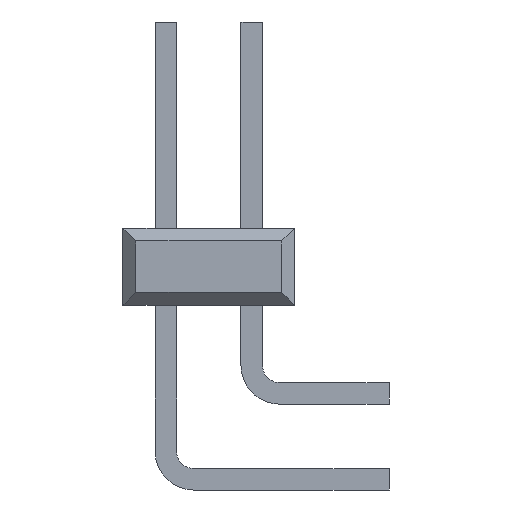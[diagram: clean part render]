
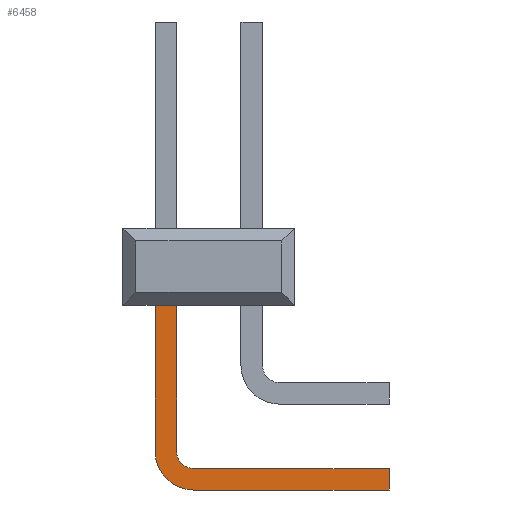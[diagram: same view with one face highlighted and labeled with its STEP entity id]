
A CAD part, left-side view. The second image highlights one B-rep face of the part: STEP entity #6458.
In plain terms, the highlighted planar face has unit normal (-1, 0, 0).
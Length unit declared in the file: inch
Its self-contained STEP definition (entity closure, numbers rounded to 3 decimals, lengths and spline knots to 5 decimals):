
#265=DIRECTION('',(0.,1.,0.));
#266=VECTOR('',#265,0.025);
#267=CARTESIAN_POINT('',(-0.2625,0.1375,-0.045));
#268=LINE('',#267,#266);
#2167=DIRECTION('',(0.,0.,-1.));
#2168=VECTOR('',#2167,0.17);
#2169=CARTESIAN_POINT('',(-0.2625,0.1375,-0.045));
#2170=LINE('',#2169,#2168);
#2171=CARTESIAN_POINT('',(-0.2625,0.1175,-0.215));
#2172=DIRECTION('',(-1.,0.,0.));
#2173=DIRECTION('',(0.,1.,0.));
#2174=AXIS2_PLACEMENT_3D('',#2171,#2172,#2173);
#2176=DIRECTION('',(0.,-1.,0.));
#2177=VECTOR('',#2176,0.2275);
#2178=CARTESIAN_POINT('',(-0.2625,0.1175,-0.235));
#2179=LINE('',#2178,#2177);
#2180=DIRECTION('',(0.,0.,-1.));
#2181=VECTOR('',#2180,0.025);
#2182=CARTESIAN_POINT('',(-0.2625,-0.11,-0.235));
#2183=LINE('',#2182,#2181);
#2184=DIRECTION('',(0.,1.,0.));
#2185=VECTOR('',#2184,0.2275);
#2186=CARTESIAN_POINT('',(-0.2625,-0.11,-0.26));
#2187=LINE('',#2186,#2185);
#2188=CARTESIAN_POINT('',(-0.2625,0.1175,-0.215));
#2189=DIRECTION('',(1.,0.,0.));
#2190=DIRECTION('',(0.,0.,-1.));
#2191=AXIS2_PLACEMENT_3D('',#2188,#2189,#2190);
#2193=DIRECTION('',(0.,0.,1.));
#2194=VECTOR('',#2193,0.17);
#2195=CARTESIAN_POINT('',(-0.2625,0.1625,-0.215));
#2196=LINE('',#2195,#2194);
#3001=CARTESIAN_POINT('',(-0.2625,0.1175,-0.235));
#3002=CARTESIAN_POINT('',(-0.2625,-0.11,-0.235));
#3003=VERTEX_POINT('',#3001);
#3004=VERTEX_POINT('',#3002);
#3005=CARTESIAN_POINT('',(-0.2625,-0.11,-0.26));
#3006=VERTEX_POINT('',#3005);
#3007=CARTESIAN_POINT('',(-0.2625,0.1175,-0.26));
#3008=VERTEX_POINT('',#3007);
#3009=CARTESIAN_POINT('',(-0.2625,0.1625,-0.215));
#3010=VERTEX_POINT('',#3009);
#3011=CARTESIAN_POINT('',(-0.2625,0.1375,-0.215));
#3012=VERTEX_POINT('',#3011);
#3069=CARTESIAN_POINT('',(-0.2625,0.1375,-0.045));
#3070=CARTESIAN_POINT('',(-0.2625,0.1625,-0.045));
#3071=VERTEX_POINT('',#3069);
#3072=VERTEX_POINT('',#3070);
#6436=CARTESIAN_POINT('',(-0.2625,0.015,-0.045));
#6437=DIRECTION('',(1.,0.,0.));
#6438=DIRECTION('',(0.,0.,-1.));
#6439=AXIS2_PLACEMENT_3D('',#6436,#6437,#6438);
#6440=PLANE('',#6439);
#6441=ORIENTED_EDGE('',*,*,#3266,.F.);
#6443=ORIENTED_EDGE('',*,*,#6442,.T.);
#6445=ORIENTED_EDGE('',*,*,#6444,.T.);
#6447=ORIENTED_EDGE('',*,*,#6446,.T.);
#6449=ORIENTED_EDGE('',*,*,#6448,.T.);
#6451=ORIENTED_EDGE('',*,*,#6450,.T.);
#6453=ORIENTED_EDGE('',*,*,#6452,.T.);
#6455=ORIENTED_EDGE('',*,*,#6454,.T.);
#6456=EDGE_LOOP('',(#6441,#6443,#6445,#6447,#6449,#6451,#6453,#6455));
#6457=FACE_OUTER_BOUND('',#6456,.F.);
#6458=ADVANCED_FACE('',(#6457),#6440,.F.);
#2175=CIRCLE('',#2174,0.02);
#2192=CIRCLE('',#2191,0.045);
#3266=EDGE_CURVE('',#3071,#3072,#268,.T.);
#6442=EDGE_CURVE('',#3071,#3012,#2170,.T.);
#6444=EDGE_CURVE('',#3012,#3003,#2175,.T.);
#6446=EDGE_CURVE('',#3003,#3004,#2179,.T.);
#6448=EDGE_CURVE('',#3004,#3006,#2183,.T.);
#6450=EDGE_CURVE('',#3006,#3008,#2187,.T.);
#6452=EDGE_CURVE('',#3008,#3010,#2192,.T.);
#6454=EDGE_CURVE('',#3010,#3072,#2196,.T.);
